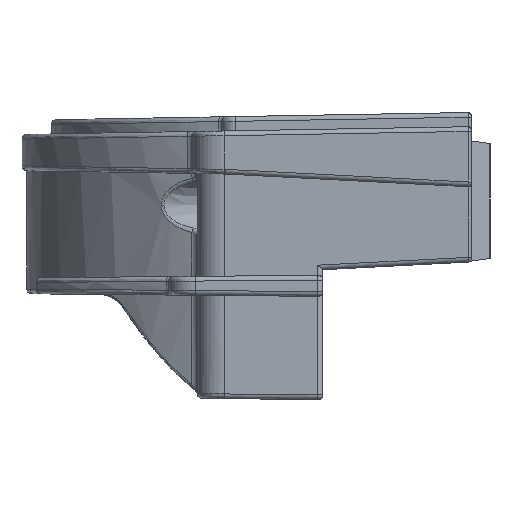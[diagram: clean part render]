
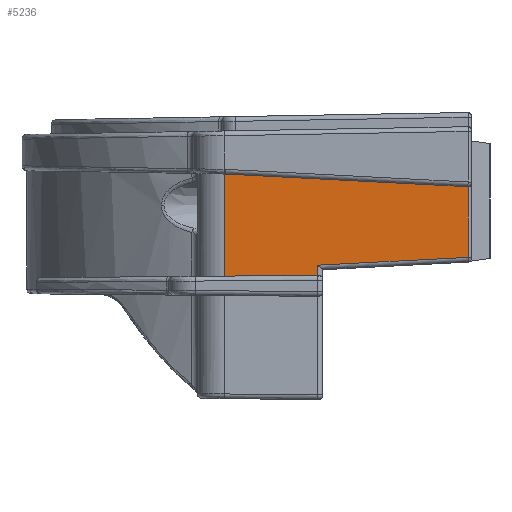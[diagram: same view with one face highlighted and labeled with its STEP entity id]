
A CAD part, left-side view. The second image highlights one B-rep face of the part: STEP entity #5236.
In plain terms, the highlighted planar face has unit normal (-0.999, 0.052, 0).
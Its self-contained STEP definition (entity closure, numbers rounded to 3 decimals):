
#588=LINE('',#15449,#902);
#609=LINE('',#17436,#923);
#647=LINE('',#18957,#961);
#648=LINE('',#18958,#962);
#649=LINE('',#18960,#963);
#650=LINE('',#18962,#964);
#651=LINE('',#18963,#965);
#902=VECTOR('',#6530,10.);
#923=VECTOR('',#6647,9.895);
#961=VECTOR('',#6773,1.063);
#962=VECTOR('',#6774,15.879);
#963=VECTOR('',#6775,10.);
#964=VECTOR('',#6776,10.);
#965=VECTOR('',#6777,10.768);
#1077=PLANE('',#5703);
#1309=FACE_OUTER_BOUND('',#1639,.T.);
#1639=EDGE_LOOP('',(#4407,#4408,#4409,#4410,#4411,#4412,#4413));
#2327=VERTEX_POINT('',#15112);
#2330=VERTEX_POINT('',#15448);
#2368=VERTEX_POINT('',#17433);
#2369=VERTEX_POINT('',#17435);
#2426=VERTEX_POINT('',#18956);
#2427=VERTEX_POINT('',#18959);
#2428=VERTEX_POINT('',#18961);
#2960=EDGE_CURVE('',#2327,#2330,#588,.T.);
#3033=EDGE_CURVE('',#2368,#2369,#609,.T.);
#3120=EDGE_CURVE('',#2368,#2426,#647,.T.);
#3121=EDGE_CURVE('',#2426,#2330,#648,.T.);
#3122=EDGE_CURVE('',#2327,#2427,#649,.T.);
#3123=EDGE_CURVE('',#2427,#2428,#650,.T.);
#3124=EDGE_CURVE('',#2428,#2369,#651,.T.);
#4407=ORIENTED_EDGE('',*,*,#3120,.T.);
#4408=ORIENTED_EDGE('',*,*,#3121,.T.);
#4409=ORIENTED_EDGE('',*,*,#2960,.F.);
#4410=ORIENTED_EDGE('',*,*,#3122,.T.);
#4411=ORIENTED_EDGE('',*,*,#3123,.T.);
#4412=ORIENTED_EDGE('',*,*,#3124,.T.);
#4413=ORIENTED_EDGE('',*,*,#3033,.F.);
#5236=ADVANCED_FACE('',(#1309),#1077,.T.);
#5703=AXIS2_PLACEMENT_3D('',#18955,#6771,#6772);
#6530=DIRECTION('',(0.,0.,-1.));
#6647=DIRECTION('',(0.052,0.999,-0.009));
#6771=DIRECTION('center_axis',(-0.999,0.052,0.));
#6772=DIRECTION('ref_axis',(-0.052,-0.999,0.));
#6773=DIRECTION('',(0.,0.,1.));
#6774=DIRECTION('',(-0.052,-0.997,0.052));
#6775=DIRECTION('',(0.052,0.997,0.052));
#6776=DIRECTION('',(0.052,0.998,0.017));
#6777=DIRECTION('',(0.,0.,-1.));
#15112=CARTESIAN_POINT('',(-36.945,-171.055,-24.106));
#15448=CARTESIAN_POINT('',(-36.944,-171.058,-31.553));
#15449=CARTESIAN_POINT('',(-36.943,-171.055,-24.106));
#17433=CARTESIAN_POINT('',(-36.114,-155.222,-33.446));
#17435=CARTESIAN_POINT('',(-35.596,-145.342,-33.532));
#17436=CARTESIAN_POINT('',(-36.114,-155.222,-33.446));
#18955=CARTESIAN_POINT('Origin',(-35.447,-142.499,-22.557));
#18956=CARTESIAN_POINT('',(-36.114,-155.222,-32.383));
#18957=CARTESIAN_POINT('',(-36.114,-155.222,-33.446));
#18958=CARTESIAN_POINT('',(-36.114,-155.222,-32.383));
#18959=CARTESIAN_POINT('',(-35.604,-145.499,-22.767));
#18960=CARTESIAN_POINT('',(-36.943,-171.055,-24.106));
#18961=CARTESIAN_POINT('',(-35.596,-145.337,-22.764));
#18962=CARTESIAN_POINT('',(-35.604,-145.499,-22.767));
#18963=CARTESIAN_POINT('',(-35.596,-145.337,-22.764));
